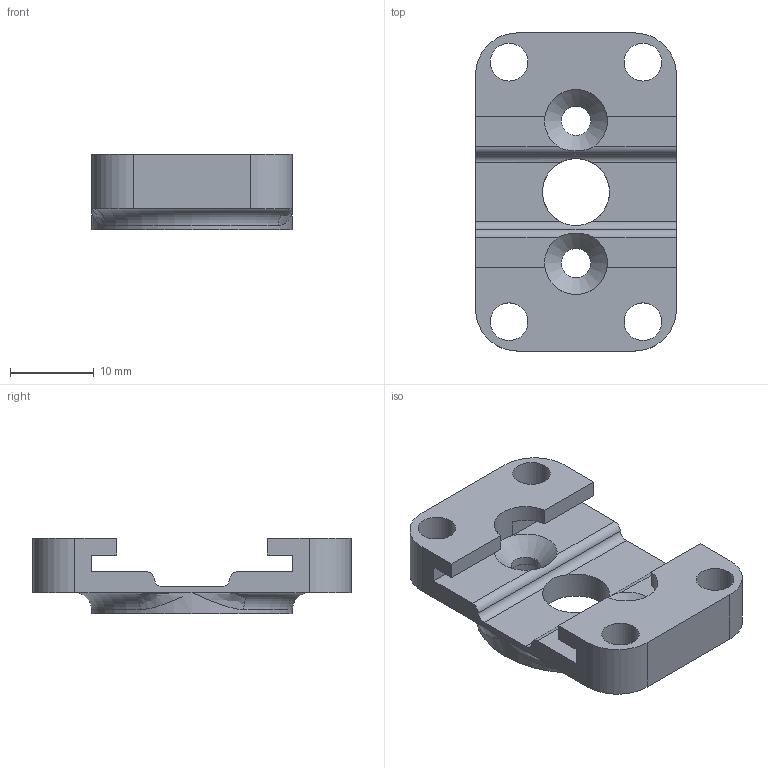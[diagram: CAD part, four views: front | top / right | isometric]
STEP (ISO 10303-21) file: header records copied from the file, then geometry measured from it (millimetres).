
FILE_DESCRIPTION(('FreeCAD Model'),'2;1');
FILE_NAME('Open CASCADE Shape Model','2024-08-14T08:26:01',('Author'),( ''),'Open CASCADE STEP processor 7.6','FreeCAD','Unknown');
FILE_SCHEMA(('AUTOMOTIVE_DESIGN { 1 0 10303 214 1 1 1 1 }'));
Length unit declared in the file: millimetre
Products named in the file (1): Body
Bounding box: 24 x 38 x 9 mm (x, y, z)
Volume: 3609.9 mm3; surface area: 3275.4 mm2
Topology: 1 solids, 1 shells, 65 faces, 171 edges, 107 vertices
Faces by surface type: plane 33, cylinder 24, bspline 4, torus 2, cone 2
Full cylindrical faces by diameter (mm): 3.5 x2, 4.5 x4, 5.5 x6, 8 x1, 24 x1
Entity records: 2260 total; most frequent: CARTESIAN_POINT 594, DIRECTION 350, ORIENTED_EDGE 334, EDGE_CURVE 167, AXIS2_PLACEMENT_3D 129, VERTEX_POINT 107, LINE 92, VECTOR 92
